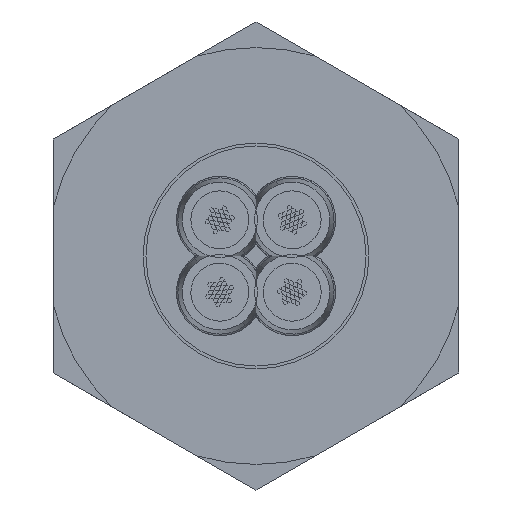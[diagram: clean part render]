
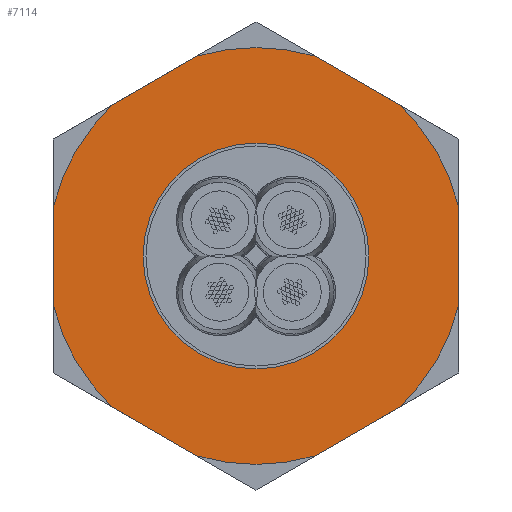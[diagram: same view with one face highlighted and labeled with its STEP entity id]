
A CAD part, left-side view. The second image highlights one B-rep face of the part: STEP entity #7114.
In plain terms, the highlighted face is planar.
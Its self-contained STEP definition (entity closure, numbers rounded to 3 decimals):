
#93 = CIRCLE ( 'NONE', #15840, 3.6 ) ;
#534 = CARTESIAN_POINT ( 'NONE',  ( 9.97, 0.843, 3.5 ) ) ;
#1099 = CARTESIAN_POINT ( 'NONE',  ( 9.97, -0.843, 3.5 ) ) ;
#1120 = EDGE_CURVE ( 'NONE', #11869, #14635, #8902, .T. ) ;
#1222 = CARTESIAN_POINT ( 'NONE',  ( 9.97, 0., 0. ) ) ;
#1376 = VERTEX_POINT ( 'NONE', #13718 ) ;
#1544 = DIRECTION ( 'NONE',  ( 1., 0., 0. ) ) ;
#2118 = CARTESIAN_POINT ( 'NONE',  ( 9.97, -0.843, -3.5 ) ) ;
#2571 = DIRECTION ( 'NONE',  ( 0., 0., -1. ) ) ;
#2869 = ORIENTED_EDGE ( 'NONE', *, *, #27805, .F. ) ;
#2906 = DIRECTION ( 'NONE',  ( 0., -1., 0. ) ) ;
#2954 = DIRECTION ( 'NONE',  ( 1., 0., 0. ) ) ;
#3265 = VERTEX_POINT ( 'NONE', #10539 ) ;
#3397 = CARTESIAN_POINT ( 'NONE',  ( 9.97, 0., 0. ) ) ;
#3399 = CIRCLE ( 'NONE', #5657, 1.95 ) ;
#3470 = CARTESIAN_POINT ( 'NONE',  ( 9.97, 3.452, -1.02 ) ) ;
#3669 = CARTESIAN_POINT ( 'NONE',  ( 9.97, 0., 0. ) ) ;
#3811 = LINE ( 'NONE', #14816, #24867 ) ;
#4349 = EDGE_CURVE ( 'NONE', #14790, #8395, #7196, .T. ) ;
#4558 = EDGE_CURVE ( 'NONE', #11869, #20112, #19909, .T. ) ;
#4935 = CARTESIAN_POINT ( 'NONE',  ( 9.97, -3.452, -1.02 ) ) ;
#5376 = PLANE ( 'NONE',  #12417 ) ;
#5515 = AXIS2_PLACEMENT_3D ( 'NONE', #3669, #9867, #8032 ) ;
#5657 = AXIS2_PLACEMENT_3D ( 'NONE', #7478, #24226, #15530 ) ;
#5803 = DIRECTION ( 'NONE',  ( 0., 0., -1. ) ) ;
#6402 = ORIENTED_EDGE ( 'NONE', *, *, #14411, .T. ) ;
#6494 = CIRCLE ( 'NONE', #22234, 3.6 ) ;
#6565 = ORIENTED_EDGE ( 'NONE', *, *, #14460, .F. ) ;
#6875 = CARTESIAN_POINT ( 'NONE',  ( 9.97, -2.021, -3.5 ) ) ;
#7114 = ADVANCED_FACE ( 'NONE', ( #25072, #22704 ), #5376, .T. ) ;
#7196 = LINE ( 'NONE', #15807, #21680 ) ;
#7334 = CARTESIAN_POINT ( 'NONE',  ( 9.97, 0., 0. ) ) ;
#7478 = CARTESIAN_POINT ( 'NONE',  ( 9.97, 0., 0. ) ) ;
#7568 = CIRCLE ( 'NONE', #18809, 3.6 ) ;
#7593 = VERTEX_POINT ( 'NONE', #13543 ) ;
#7784 = AXIS2_PLACEMENT_3D ( 'NONE', #16768, #1544, #27560 ) ;
#7840 = CARTESIAN_POINT ( 'NONE',  ( 9.97, 0., 0. ) ) ;
#8032 = DIRECTION ( 'NONE',  ( 0., 0., -1. ) ) ;
#8076 = EDGE_CURVE ( 'NONE', #21286, #12561, #26138, .T. ) ;
#8371 = ORIENTED_EDGE ( 'NONE', *, *, #22590, .T. ) ;
#8395 = VERTEX_POINT ( 'NONE', #21485 ) ;
#8902 = LINE ( 'NONE', #27725, #26789 ) ;
#9052 = VECTOR ( 'NONE', #24205, 1000. ) ;
#9426 = CIRCLE ( 'NONE', #21125, 3.6 ) ;
#9585 = CIRCLE ( 'NONE', #7784, 3.6 ) ;
#9820 = DIRECTION ( 'NONE',  ( 1., 0., 0. ) ) ;
#9867 = DIRECTION ( 'NONE',  ( 1., 0., 0. ) ) ;
#9911 = VERTEX_POINT ( 'NONE', #534 ) ;
#9979 = CARTESIAN_POINT ( 'NONE',  ( 9.97, 2.61, 2.48 ) ) ;
#10539 = CARTESIAN_POINT ( 'NONE',  ( 9.97, 0., 1.95 ) ) ;
#10697 = ORIENTED_EDGE ( 'NONE', *, *, #8076, .F. ) ;
#10728 = VERTEX_POINT ( 'NONE', #3470 ) ;
#10868 = EDGE_LOOP ( 'NONE', ( #6402, #23850, #8371, #6565, #13664, #23259, #26821, #17544, #23429, #10697, #26758, #11584 ) ) ;
#11433 = DIRECTION ( 'NONE',  ( 0., 0., -1. ) ) ;
#11584 = ORIENTED_EDGE ( 'NONE', *, *, #20106, .F. ) ;
#11864 = DIRECTION ( 'NONE',  ( 0., 0., -1. ) ) ;
#11869 = VERTEX_POINT ( 'NONE', #16007 ) ;
#11983 = ORIENTED_EDGE ( 'NONE', *, *, #14051, .F. ) ;
#12087 = LINE ( 'NONE', #20533, #23461 ) ;
#12303 = CARTESIAN_POINT ( 'NONE',  ( 9.97, 0., 0. ) ) ;
#12417 = AXIS2_PLACEMENT_3D ( 'NONE', #3397, #15955, #11864 ) ;
#12421 = DIRECTION ( 'NONE',  ( 0., 1., 0. ) ) ;
#12452 = EDGE_CURVE ( 'NONE', #21286, #24347, #6494, .T. ) ;
#12561 = VERTEX_POINT ( 'NONE', #2118 ) ;
#13543 = CARTESIAN_POINT ( 'NONE',  ( 9.97, 0., -1.95 ) ) ;
#13646 = CIRCLE ( 'NONE', #22167, 1.95 ) ;
#13664 = ORIENTED_EDGE ( 'NONE', *, *, #21127, .T. ) ;
#13718 = CARTESIAN_POINT ( 'NONE',  ( 9.97, -2.61, -2.48 ) ) ;
#13822 = VECTOR ( 'NONE', #2906, 1000. ) ;
#14051 = EDGE_CURVE ( 'NONE', #3265, #7593, #3399, .T. ) ;
#14411 = EDGE_CURVE ( 'NONE', #10728, #8395, #9585, .T. ) ;
#14460 = EDGE_CURVE ( 'NONE', #17058, #9911, #3811, .T. ) ;
#14635 = VERTEX_POINT ( 'NONE', #19994 ) ;
#14790 = VERTEX_POINT ( 'NONE', #9979 ) ;
#14816 = CARTESIAN_POINT ( 'NONE',  ( 9.97, 2.021, 3.5 ) ) ;
#15530 = DIRECTION ( 'NONE',  ( 0., 0., -1. ) ) ;
#15807 = CARTESIAN_POINT ( 'NONE',  ( 9.97, 4.041, 0. ) ) ;
#15840 = AXIS2_PLACEMENT_3D ( 'NONE', #7334, #15936, #20694 ) ;
#15936 = DIRECTION ( 'NONE',  ( 1., 0., 0. ) ) ;
#15955 = DIRECTION ( 'NONE',  ( 1., 0., 0. ) ) ;
#16007 = CARTESIAN_POINT ( 'NONE',  ( 9.97, -3.452, 1.02 ) ) ;
#16616 = CARTESIAN_POINT ( 'NONE',  ( 9.97, 2.61, -2.48 ) ) ;
#16768 = CARTESIAN_POINT ( 'NONE',  ( 9.97, 0., 0. ) ) ;
#17058 = VERTEX_POINT ( 'NONE', #1099 ) ;
#17544 = ORIENTED_EDGE ( 'NONE', *, *, #24782, .F. ) ;
#17894 = CARTESIAN_POINT ( 'NONE',  ( 9.97, 0., 0. ) ) ;
#18153 = DIRECTION ( 'NONE',  ( 0., -0.5, 0.866 ) ) ;
#18809 = AXIS2_PLACEMENT_3D ( 'NONE', #7840, #20946, #26959 ) ;
#19909 = CIRCLE ( 'NONE', #5515, 3.6 ) ;
#19994 = CARTESIAN_POINT ( 'NONE',  ( 9.97, -2.61, 2.48 ) ) ;
#20106 = EDGE_CURVE ( 'NONE', #10728, #24347, #26170, .T. ) ;
#20112 = VERTEX_POINT ( 'NONE', #4935 ) ;
#20533 = CARTESIAN_POINT ( 'NONE',  ( 9.97, -4.041, 0. ) ) ;
#20694 = DIRECTION ( 'NONE',  ( 0., 0., -1. ) ) ;
#20946 = DIRECTION ( 'NONE',  ( 1., 0., 0. ) ) ;
#21125 = AXIS2_PLACEMENT_3D ( 'NONE', #17894, #2954, #11433 ) ;
#21127 = EDGE_CURVE ( 'NONE', #17058, #14635, #7568, .T. ) ;
#21286 = VERTEX_POINT ( 'NONE', #25562 ) ;
#21485 = CARTESIAN_POINT ( 'NONE',  ( 9.97, 3.452, 1.02 ) ) ;
#21680 = VECTOR ( 'NONE', #24379, 1000. ) ;
#22167 = AXIS2_PLACEMENT_3D ( 'NONE', #1222, #9820, #2571 ) ;
#22234 = AXIS2_PLACEMENT_3D ( 'NONE', #12303, #25085, #5803 ) ;
#22264 = EDGE_LOOP ( 'NONE', ( #11983, #2869 ) ) ;
#22590 = EDGE_CURVE ( 'NONE', #14790, #9911, #9426, .T. ) ;
#22704 = FACE_OUTER_BOUND ( 'NONE', #10868, .T. ) ;
#23259 = ORIENTED_EDGE ( 'NONE', *, *, #1120, .F. ) ;
#23429 = ORIENTED_EDGE ( 'NONE', *, *, #27172, .T. ) ;
#23461 = VECTOR ( 'NONE', #18153, 1000. ) ;
#23850 = ORIENTED_EDGE ( 'NONE', *, *, #4349, .F. ) ;
#24205 = DIRECTION ( 'NONE',  ( 0., -0.5, -0.866 ) ) ;
#24226 = DIRECTION ( 'NONE',  ( 1., 0., 0. ) ) ;
#24347 = VERTEX_POINT ( 'NONE', #16616 ) ;
#24379 = DIRECTION ( 'NONE',  ( 0., 0.5, -0.866 ) ) ;
#24782 = EDGE_CURVE ( 'NONE', #1376, #20112, #12087, .T. ) ;
#24867 = VECTOR ( 'NONE', #12421, 1000. ) ;
#25072 = FACE_BOUND ( 'NONE', #22264, .T. ) ;
#25085 = DIRECTION ( 'NONE',  ( 1., 0., 0. ) ) ;
#25562 = CARTESIAN_POINT ( 'NONE',  ( 9.97, 0.843, -3.5 ) ) ;
#25931 = DIRECTION ( 'NONE',  ( 0., 0.5, 0.866 ) ) ;
#26138 = LINE ( 'NONE', #6875, #13822 ) ;
#26170 = LINE ( 'NONE', #26302, #9052 ) ;
#26302 = CARTESIAN_POINT ( 'NONE',  ( 9.97, 2.021, -3.5 ) ) ;
#26758 = ORIENTED_EDGE ( 'NONE', *, *, #12452, .T. ) ;
#26789 = VECTOR ( 'NONE', #25931, 1000. ) ;
#26821 = ORIENTED_EDGE ( 'NONE', *, *, #4558, .T. ) ;
#26959 = DIRECTION ( 'NONE',  ( 0., 0., -1. ) ) ;
#27172 = EDGE_CURVE ( 'NONE', #1376, #12561, #93, .T. ) ;
#27560 = DIRECTION ( 'NONE',  ( 0., 0., -1. ) ) ;
#27725 = CARTESIAN_POINT ( 'NONE',  ( 9.97, -2.021, 3.5 ) ) ;
#27805 = EDGE_CURVE ( 'NONE', #7593, #3265, #13646, .T. ) ;
